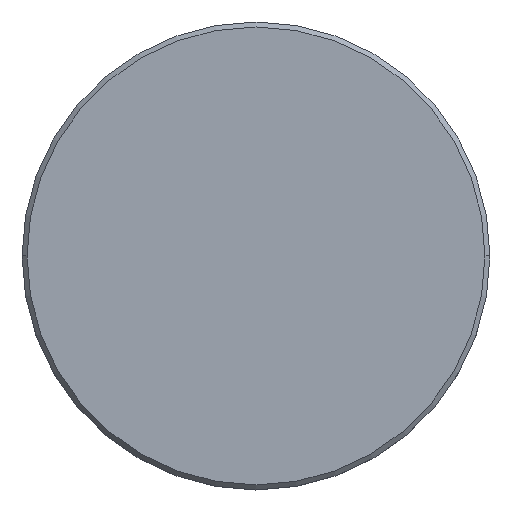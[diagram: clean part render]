
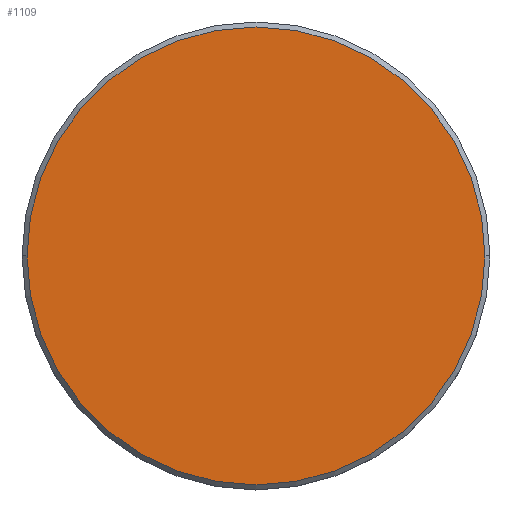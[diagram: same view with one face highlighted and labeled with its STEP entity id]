
A CAD part, top view. The second image highlights one B-rep face of the part: STEP entity #1109.
In plain terms, the highlighted planar face has unit normal (0, 0, 1).
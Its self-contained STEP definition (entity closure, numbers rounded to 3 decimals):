
#12 = AXIS2_PLACEMENT_3D ( 'NONE', #142, #1150, #43 ) ;
#43 = DIRECTION ( 'NONE',  ( 1., 0., 0. ) ) ;
#90 = CARTESIAN_POINT ( 'NONE',  ( 0., 0., 0. ) ) ;
#142 = CARTESIAN_POINT ( 'NONE',  ( 0., 0., 0. ) ) ;
#215 = DIRECTION ( 'NONE',  ( 1., 0., 0. ) ) ;
#309 = DIRECTION ( 'NONE',  ( 0., 0., 1. ) ) ;
#324 = AXIS2_PLACEMENT_3D ( 'NONE', #90, #712, #805 ) ;
#366 = ORIENTED_EDGE ( 'NONE', *, *, #546, .T. ) ;
#370 = EDGE_LOOP ( 'NONE', ( #366, #417 ) ) ;
#417 = ORIENTED_EDGE ( 'NONE', *, *, #915, .T. ) ;
#523 = CIRCLE ( 'NONE', #1074, 23. ) ;
#546 = EDGE_CURVE ( 'NONE', #1105, #910, #523, .T. ) ;
#672 = CARTESIAN_POINT ( 'NONE',  ( 0., 0., 0. ) ) ;
#684 = FACE_OUTER_BOUND ( 'NONE', #370, .T. ) ;
#696 = PLANE ( 'NONE',  #12 ) ;
#712 = DIRECTION ( 'NONE',  ( 0., 0., 1. ) ) ;
#767 = CARTESIAN_POINT ( 'NONE',  ( -23., 0., 0. ) ) ;
#805 = DIRECTION ( 'NONE',  ( 1., 0., 0. ) ) ;
#910 = VERTEX_POINT ( 'NONE', #1093 ) ;
#915 = EDGE_CURVE ( 'NONE', #910, #1105, #1059, .T. ) ;
#1059 = CIRCLE ( 'NONE', #324, 23. ) ;
#1074 = AXIS2_PLACEMENT_3D ( 'NONE', #672, #309, #215 ) ;
#1093 = CARTESIAN_POINT ( 'NONE',  ( 23., 0., 0. ) ) ;
#1105 = VERTEX_POINT ( 'NONE', #767 ) ;
#1109 = ADVANCED_FACE ( 'NONE', ( #684 ), #696, .T. ) ;
#1150 = DIRECTION ( 'NONE',  ( 0., 0., 1. ) ) ;
